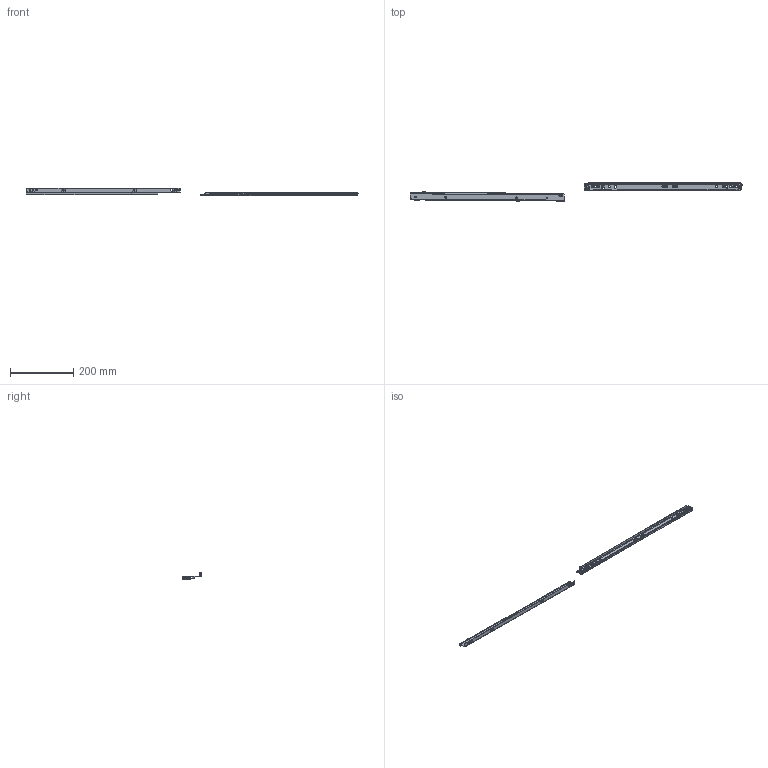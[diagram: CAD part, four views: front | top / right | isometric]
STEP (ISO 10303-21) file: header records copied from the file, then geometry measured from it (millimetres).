
FILE_DESCRIPTION (( 'STEP AP214' ), '1' );
FILE_NAME ('FR_6500.0500mm_20inch_open_left.STEP', '2022-11-15T13:54:13', ( '' ), ( '' ), 'SwSTEP 2.0', 'SolidWorks 2020', '' );
FILE_SCHEMA (( 'AUTOMOTIVE_DESIGN' ));
Length unit declared in the file: millimetre
Products named in the file (6): AG-008; 6500.XXX-01.0000.li_NL 500; 6500.XXX-03.0000.li_NL 500; 6500.XXX-01.0000.LI_NL =  500; FR_6500.0500mm_20inch_open_left; 6500.XXX-03.0000.LI_NL =  500
Assembly tree (5 placements, depth 3):
  FR_6500.0500mm_20inch_open_left
    6500.XXX-01.0000.LI_NL =  500
      6500.XXX-01.0000.li_NL 500
      AG-008
    6500.XXX-03.0000.LI_NL =  500
      6500.XXX-03.0000.li_NL 500
Bounding box: 1049.43 x 59.34 x 23.24 mm (x, y, z)
Volume: 59734.1 mm3; surface area: 84204.8 mm2
Topology: 3 solids, 3 shells, 846 faces, 2094 edges, 1290 vertices
Faces by surface type: cylinder 332, plane 319, cone 94, torus 53, bspline 44, sphere 4
Entity records: 27726 total; most frequent: CARTESIAN_POINT 7623, DIRECTION 4207, ORIENTED_EDGE 4176, EDGE_CURVE 2088, AXIS2_PLACEMENT_3D 1633, VERTEX_POINT 1290, EDGE_LOOP 958, LINE 941
